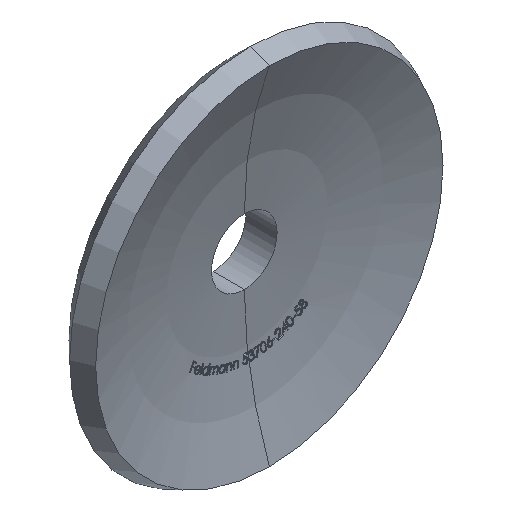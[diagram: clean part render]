
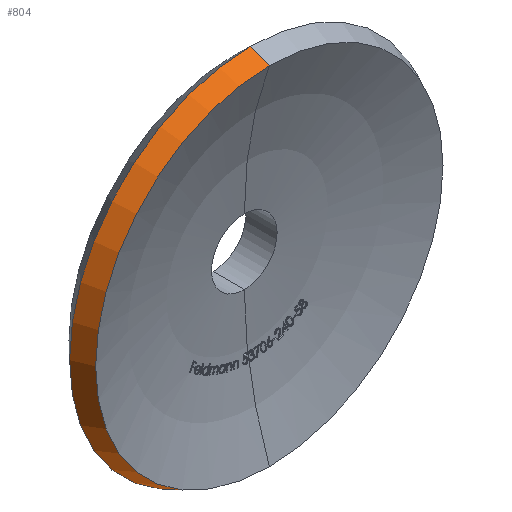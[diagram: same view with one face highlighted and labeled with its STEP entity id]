
A CAD part, isometric view. The second image highlights one B-rep face of the part: STEP entity #804.
In plain terms, the highlighted conical face has half-angle 22 degrees and reference radius 27.801 mm.
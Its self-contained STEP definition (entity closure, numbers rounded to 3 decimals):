
#522 = CARTESIAN_POINT ( 'NONE',  ( 0., 0., -27.801 ) ) ;
#574 = LINE ( 'NONE', #522, #5775 ) ;
#722 = DIRECTION ( 'NONE',  ( 0., 0.927, 0.375 ) ) ;
#804 = ADVANCED_FACE ( 'NONE', ( #3892 ), #1040, .T. ) ;
#1040 = CONICAL_SURFACE ( 'NONE', #10350, 27.801, 0.384 ) ;
#1433 = CARTESIAN_POINT ( 'NONE',  ( 0., 2.967, -29. ) ) ;
#3523 = ORIENTED_EDGE ( 'NONE', *, *, #11063, .F. ) ;
#3693 = DIRECTION ( 'NONE',  ( 0., 0.927, -0.375 ) ) ;
#3826 = CIRCLE ( 'NONE', #8456, 29. ) ;
#3892 = FACE_OUTER_BOUND ( 'NONE', #9753, .T. ) ;
#4108 = CARTESIAN_POINT ( 'NONE',  ( 0., 0., 0. ) ) ;
#4385 = DIRECTION ( 'NONE',  ( 0., 0., -1. ) ) ;
#4400 = CARTESIAN_POINT ( 'NONE',  ( 0., 2.967, 0. ) ) ;
#4440 = DIRECTION ( 'NONE',  ( 0., -1., 0. ) ) ;
#4992 = EDGE_CURVE ( 'NONE', #11517, #8015, #13821, .T. ) ;
#5215 = CARTESIAN_POINT ( 'NONE',  ( 0., 0., 27.801 ) ) ;
#5775 = VECTOR ( 'NONE', #3693, 1000. ) ;
#6295 = CARTESIAN_POINT ( 'NONE',  ( 0., 0., -27.801 ) ) ;
#6512 = DIRECTION ( 'NONE',  ( 0., 0., -1. ) ) ;
#6826 = DIRECTION ( 'NONE',  ( 0., 1., 0. ) ) ;
#7076 = VECTOR ( 'NONE', #722, 1000. ) ;
#7260 = CIRCLE ( 'NONE', #11511, 27.801 ) ;
#7764 = ORIENTED_EDGE ( 'NONE', *, *, #9561, .T. ) ;
#8015 = VERTEX_POINT ( 'NONE', #12740 ) ;
#8456 = AXIS2_PLACEMENT_3D ( 'NONE', #4400, #8686, #6512 ) ;
#8686 = DIRECTION ( 'NONE',  ( 0., -1., 0. ) ) ;
#8878 = CARTESIAN_POINT ( 'NONE',  ( 0., 0., 27.801 ) ) ;
#8911 = ORIENTED_EDGE ( 'NONE', *, *, #11716, .F. ) ;
#9294 = VERTEX_POINT ( 'NONE', #1433 ) ;
#9561 = EDGE_CURVE ( 'NONE', #8015, #9294, #3826, .T. ) ;
#9753 = EDGE_LOOP ( 'NONE', ( #3523, #8911, #12808, #7764 ) ) ;
#10350 = AXIS2_PLACEMENT_3D ( 'NONE', #13943, #6826, #12104 ) ;
#11063 = EDGE_CURVE ( 'NONE', #13188, #9294, #574, .T. ) ;
#11511 = AXIS2_PLACEMENT_3D ( 'NONE', #4108, #4440, #4385 ) ;
#11517 = VERTEX_POINT ( 'NONE', #8878 ) ;
#11716 = EDGE_CURVE ( 'NONE', #11517, #13188, #7260, .T. ) ;
#12104 = DIRECTION ( 'NONE',  ( 0., 0., 1. ) ) ;
#12740 = CARTESIAN_POINT ( 'NONE',  ( 0., 2.967, 29. ) ) ;
#12808 = ORIENTED_EDGE ( 'NONE', *, *, #4992, .T. ) ;
#13188 = VERTEX_POINT ( 'NONE', #6295 ) ;
#13821 = LINE ( 'NONE', #5215, #7076 ) ;
#13943 = CARTESIAN_POINT ( 'NONE',  ( 0., 0., 0. ) ) ;
